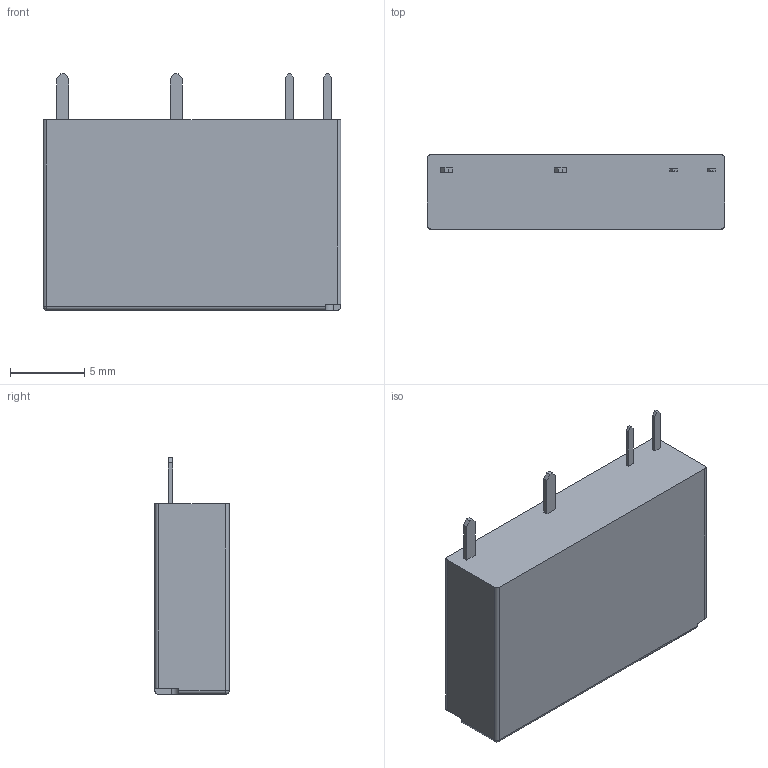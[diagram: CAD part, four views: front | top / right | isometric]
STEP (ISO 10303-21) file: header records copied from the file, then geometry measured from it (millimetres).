
FILE_DESCRIPTION( ( '' ), ' ' );
FILE_NAME( '5cc9e9d03e7771139ce5dc5c.step', '2019-05-01T18:47:45', ( '' ), ( '' ), ' ', ' ', ' ' );
FILE_SCHEMA( ( 'AUTOMOTIVE_DESIGN { 1 0 10303 214 1 1 1 1 }' ) );
Length unit declared in the file: metre
Products named in the file (21): C-3-1461491-6; Part 12; Part 11; Part 5; Part 4; Part 16; Part 15; Part 14; Part 13; Part 10; Part 9; Part 8; Part 7; Part 6; Part 3; Part 2; Part 1
Bounding box: 20 x 5 x 15.9 mm (x, y, z)
Volume: 1279.6 mm3; surface area: 877.6 mm2
Topology: 21 solids, 21 shells, 606 faces, 1626 edges, 1082 vertices
Faces by surface type: plane 352, extrusion 242, cylinder 10, sphere 2
Entity records: 24106 total; most frequent: CARTESIAN_POINT 4787, ORIENTED_EDGE 3252, DIRECTION 2174, EDGE_CURVE 1626, VECTOR 1364, LINE 1122, VERTEX_POINT 1082, B_SPLINE_CURVE_WITH_KNOTS 726
